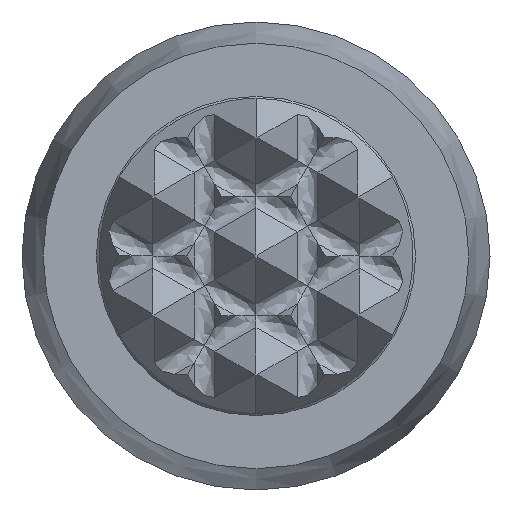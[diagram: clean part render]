
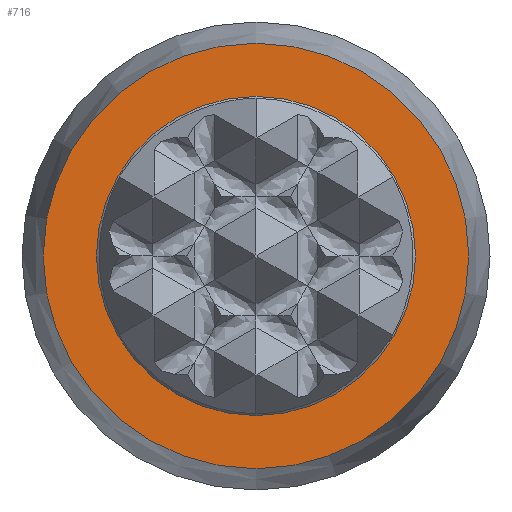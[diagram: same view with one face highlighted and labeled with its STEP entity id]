
A CAD part, left-side view. The second image highlights one B-rep face of the part: STEP entity #716.
In plain terms, the highlighted planar face has unit normal (-1, 0, 0).
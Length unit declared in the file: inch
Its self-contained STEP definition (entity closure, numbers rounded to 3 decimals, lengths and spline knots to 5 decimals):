
#149 = DIRECTION ( 'NONE',  ( -1., 0., 0. ) ) ;
#453 = CIRCLE ( 'NONE', #1241, 0.0105 ) ;
#486 = DIRECTION ( 'NONE',  ( -1., 0., 0. ) ) ;
#488 = CARTESIAN_POINT ( 'NONE',  ( 0., 0., 0.0105 ) ) ;
#716 = ADVANCED_FACE ( 'NONE', ( #5173, #1246 ), #5458, .T. ) ;
#1036 = DIRECTION ( 'NONE',  ( 0., 0., 1. ) ) ;
#1241 = AXIS2_PLACEMENT_3D ( 'NONE', #5914, #486, #1036 ) ;
#1246 = FACE_OUTER_BOUND ( 'NONE', #5196, .T. ) ;
#1298 = VERTEX_POINT ( 'NONE', #488 ) ;
#1379 = CARTESIAN_POINT ( 'NONE',  ( 0., 0., -0.014 ) ) ;
#1434 = ORIENTED_EDGE ( 'NONE', *, *, #5985, .F. ) ;
#2123 = AXIS2_PLACEMENT_3D ( 'NONE', #5360, #5286, #2819 ) ;
#2130 = DIRECTION ( 'NONE',  ( 0., 0., 1. ) ) ;
#2709 = ORIENTED_EDGE ( 'NONE', *, *, #4437, .F. ) ;
#2819 = DIRECTION ( 'NONE',  ( 0., 0., -1. ) ) ;
#3454 = EDGE_LOOP ( 'NONE', ( #2709 ) ) ;
#4195 = VERTEX_POINT ( 'NONE', #1379 ) ;
#4437 = EDGE_CURVE ( 'NONE', #1298, #1298, #453, .T. ) ;
#5173 = FACE_BOUND ( 'NONE', #3454, .T. ) ;
#5196 = EDGE_LOOP ( 'NONE', ( #1434 ) ) ;
#5286 = DIRECTION ( 'NONE',  ( 1., 0., 0. ) ) ;
#5360 = CARTESIAN_POINT ( 'NONE',  ( 0., 0., 0. ) ) ;
#5458 = PLANE ( 'NONE',  #5844 ) ;
#5517 = CARTESIAN_POINT ( 'NONE',  ( 0., 0.014, 0. ) ) ;
#5588 = CIRCLE ( 'NONE', #2123, 0.014 ) ;
#5844 = AXIS2_PLACEMENT_3D ( 'NONE', #5517, #149, #2130 ) ;
#5914 = CARTESIAN_POINT ( 'NONE',  ( 0., 0., 0. ) ) ;
#5985 = EDGE_CURVE ( 'NONE', #4195, #4195, #5588, .T. ) ;
